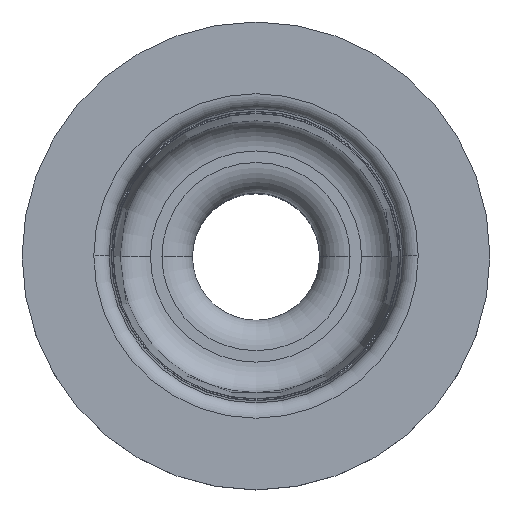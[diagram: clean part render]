
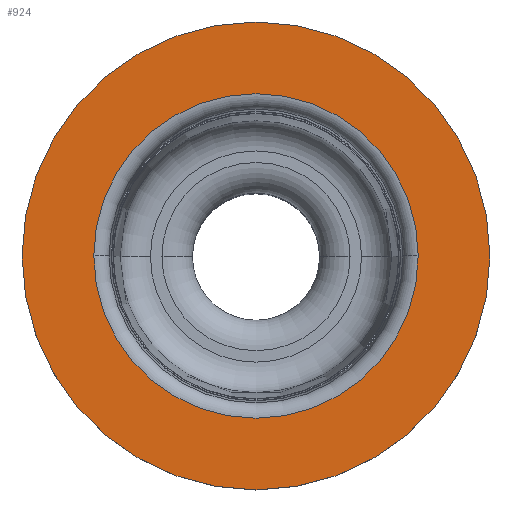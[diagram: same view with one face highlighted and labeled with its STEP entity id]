
A CAD part, top view. The second image highlights one B-rep face of the part: STEP entity #924.
In plain terms, the highlighted planar face has unit normal (0, 0, 1).
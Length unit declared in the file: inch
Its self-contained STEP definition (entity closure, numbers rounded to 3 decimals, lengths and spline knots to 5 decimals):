
#43 = AXIS2_PLACEMENT_3D ( 'NONE', #474, #473, #470 ) ;
#51 = AXIS2_PLACEMENT_3D ( 'NONE', #602, #600, #599 ) ;
#105 = AXIS2_PLACEMENT_3D ( 'NONE', #949, #944, #943 ) ;
#108 = EDGE_CURVE ( 'NONE', #974, #436, #445, .T. ) ;
#124 = CIRCLE ( 'NONE', #105, 0.46 ) ;
#261 = CARTESIAN_POINT ( 'NONE',  ( 0., 0., 0. ) ) ;
#264 = DIRECTION ( 'NONE',  ( 0., 0., -1. ) ) ;
#271 = DIRECTION ( 'NONE',  ( -1., 0., 0. ) ) ;
#363 = VERTEX_POINT ( 'NONE', #1037 ) ;
#432 = CIRCLE ( 'NONE', #43, 0.46 ) ;
#436 = VERTEX_POINT ( 'NONE', #953 ) ;
#445 = CIRCLE ( 'NONE', #1047, 0.31897 ) ;
#450 = EDGE_CURVE ( 'NONE', #363, #1027, #124, .T. ) ;
#470 = DIRECTION ( 'NONE',  ( 1., 0., 0. ) ) ;
#473 = DIRECTION ( 'NONE',  ( 0., 0., 1. ) ) ;
#474 = CARTESIAN_POINT ( 'NONE',  ( 0., 0., 0. ) ) ;
#480 = CIRCLE ( 'NONE', #677, 0.31897 ) ;
#500 = CARTESIAN_POINT ( 'NONE',  ( 0.46, 0., 0. ) ) ;
#548 = CARTESIAN_POINT ( 'NONE',  ( 0.31897, 0., 0. ) ) ;
#579 = EDGE_LOOP ( 'NONE', ( #681, #687 ) ) ;
#588 = EDGE_CURVE ( 'NONE', #436, #974, #480, .T. ) ;
#599 = DIRECTION ( 'NONE',  ( -1., 0., 0. ) ) ;
#600 = DIRECTION ( 'NONE',  ( 0., 0., -1. ) ) ;
#602 = CARTESIAN_POINT ( 'NONE',  ( -0.29, 0., 0. ) ) ;
#609 = PLANE ( 'NONE',  #51 ) ;
#610 = FACE_OUTER_BOUND ( 'NONE', #579, .T. ) ;
#615 = FACE_BOUND ( 'NONE', #1057, .T. ) ;
#665 = ORIENTED_EDGE ( 'NONE', *, *, #588, .T. ) ;
#666 = ORIENTED_EDGE ( 'NONE', *, *, #108, .T. ) ;
#677 = AXIS2_PLACEMENT_3D ( 'NONE', #1059, #1056, #1055 ) ;
#681 = ORIENTED_EDGE ( 'NONE', *, *, #1067, .T. ) ;
#687 = ORIENTED_EDGE ( 'NONE', *, *, #450, .T. ) ;
#924 = ADVANCED_FACE ( 'NONE', ( #615, #610 ), #609, .F. ) ;
#943 = DIRECTION ( 'NONE',  ( 1., 0., 0. ) ) ;
#944 = DIRECTION ( 'NONE',  ( 0., 0., 1. ) ) ;
#949 = CARTESIAN_POINT ( 'NONE',  ( 0., 0., 0. ) ) ;
#953 = CARTESIAN_POINT ( 'NONE',  ( -0.31897, 0., 0. ) ) ;
#974 = VERTEX_POINT ( 'NONE', #548 ) ;
#1027 = VERTEX_POINT ( 'NONE', #500 ) ;
#1037 = CARTESIAN_POINT ( 'NONE',  ( -0.46, 0., 0. ) ) ;
#1047 = AXIS2_PLACEMENT_3D ( 'NONE', #261, #264, #271 ) ;
#1055 = DIRECTION ( 'NONE',  ( -1., 0., 0. ) ) ;
#1056 = DIRECTION ( 'NONE',  ( 0., 0., -1. ) ) ;
#1057 = EDGE_LOOP ( 'NONE', ( #665, #666 ) ) ;
#1059 = CARTESIAN_POINT ( 'NONE',  ( 0., 0., 0. ) ) ;
#1067 = EDGE_CURVE ( 'NONE', #1027, #363, #432, .T. ) ;
